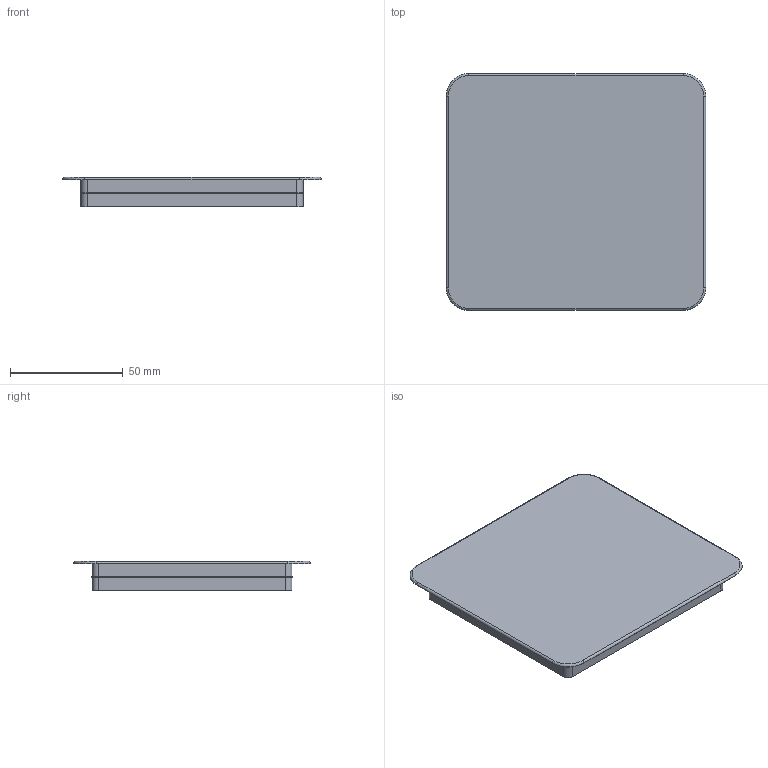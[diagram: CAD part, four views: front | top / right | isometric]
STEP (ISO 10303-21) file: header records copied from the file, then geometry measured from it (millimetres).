
FILE_DESCRIPTION(('FreeCAD Model'),'2;1');
FILE_NAME('Open CASCADE Shape Model','2025-09-22T02:20:59',(''),(''), 'Open CASCADE STEP processor 7.8','FreeCAD','Unknown');
FILE_SCHEMA(('AUTOMOTIVE_DESIGN { 1 0 10303 214 1 1 1 1 }'));
Length unit declared in the file: millimetre
Products named in the file (1): half shell, inner
Bounding box: 115 x 105 x 13 mm (x, y, z)
Volume: 20658.6 mm3; surface area: 33041.8 mm2
Topology: 1 solids, 1 shells, 52 faces, 120 edges, 72 vertices
Faces by surface type: cylinder 24, plane 20, torus 8
Entity records: 1486 total; most frequent: DIRECTION 278, CARTESIAN_POINT 245, ORIENTED_EDGE 240, EDGE_CURVE 120, AXIS2_PLACEMENT_3D 105, VERTEX_POINT 72, LINE 68, VECTOR 68
